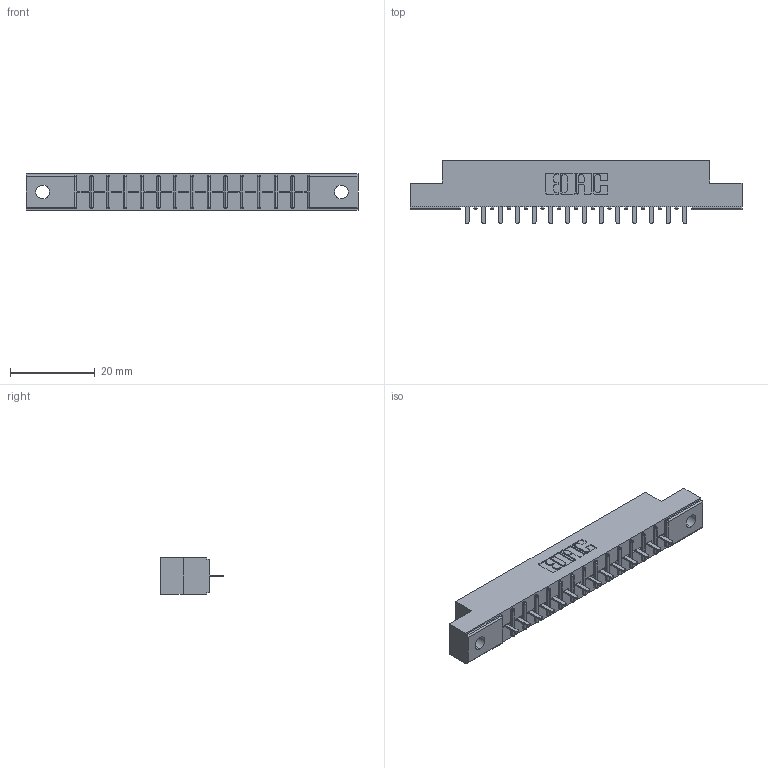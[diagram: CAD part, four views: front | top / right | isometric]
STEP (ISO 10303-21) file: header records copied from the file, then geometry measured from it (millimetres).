
FILE_DESCRIPTION (( 'STEP AP203' ), '1' );
FILE_NAME ('316-014-521-102.STEP', '2018-07-31T00:43:49', ( '' ), ( '' ), 'SwSTEP 2.0', 'SolidWorks 2016', '' );
FILE_SCHEMA (( 'CONFIG_CONTROL_DESIGN' ));
Length unit declared in the file: inch
Products named in the file (3): 306 Part_.128 Dia; 306-290-001_121; 316-014-521-102
Assembly tree (15 placements, depth 2):
  316-014-521-102
    306 Part_.128 Dia
    306-290-001_121  x14
Bounding box: 78.49 x 14.88 x 8.71 mm (x, y, z)
Volume: 5281.8 mm3; surface area: 7189.2 mm2
Topology: 15 solids, 15 shells, 1096 faces, 3074 edges, 1972 vertices
Faces by surface type: plane 726, cylinder 314, sphere 56
Entity records: 16641 total; most frequent: CARTESIAN_POINT 2789, ORIENTED_EDGE 2760, DIRECTION 2754, EDGE_CURVE 1380, VECTOR 1064, LINE 1064, VERTEX_POINT 880, AXIS2_PLACEMENT_3D 845
